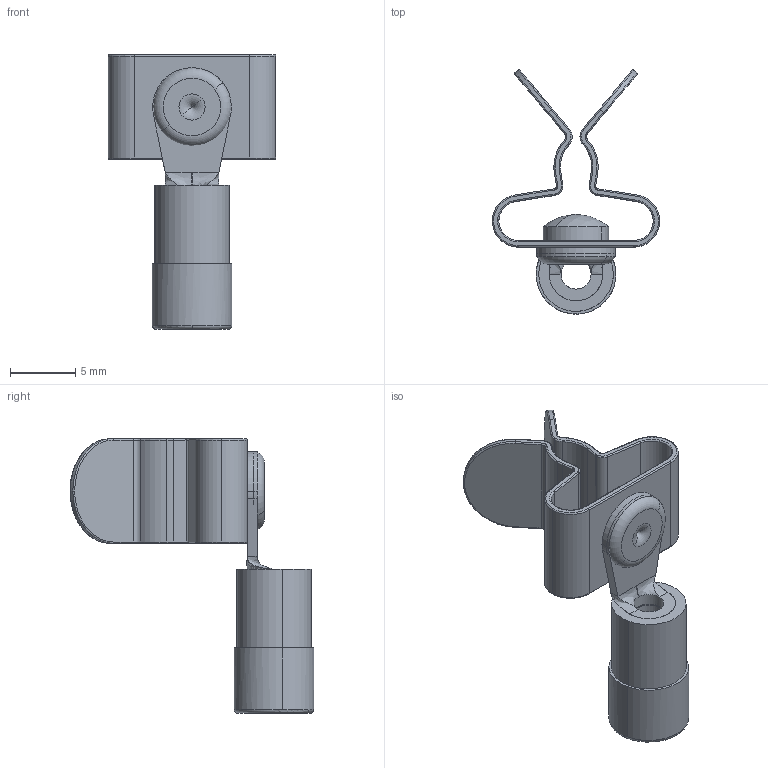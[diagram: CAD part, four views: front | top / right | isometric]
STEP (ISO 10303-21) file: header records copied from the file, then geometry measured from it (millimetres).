
FILE_DESCRIPTION (( 'STEP AP214' ), '1' );
FILE_NAME ('1016-021.STEP', '2024-06-28T11:56:43', ( '' ), ( '' ), 'SwSTEP 2.0', 'SolidWorks 2022', '' );
FILE_SCHEMA (( 'AUTOMOTIVE_DESIGN' ));
Length unit declared in the file: millimetre
Products named in the file (4): 3x1,5_1mm Blechstärke; 1016-021; 1010-001.Kunden SLDPRT; 8010-017
Assembly tree (3 placements, depth 2):
  1016-021
    8010-017
    3x1,5_1mm Blechstärke
    1010-001.Kunden SLDPRT
Bounding box: 12.79 x 18.66 x 21 mm (x, y, z)
Volume: 454.4 mm3; surface area: 1483.9 mm2
Topology: 4 solids, 4 shells, 283 faces, 686 edges, 420 vertices
Faces by surface type: bspline 105, cylinder 84, plane 83, torus 6, cone 3, sphere 2
Entity records: 12973 total; most frequent: CARTESIAN_POINT 5078, ORIENTED_EDGE 1352, DIRECTION 1105, EDGE_CURVE 676, VERTEX_POINT 420, AXIS2_PLACEMENT_3D 407, EDGE_LOOP 310, LINE 291
